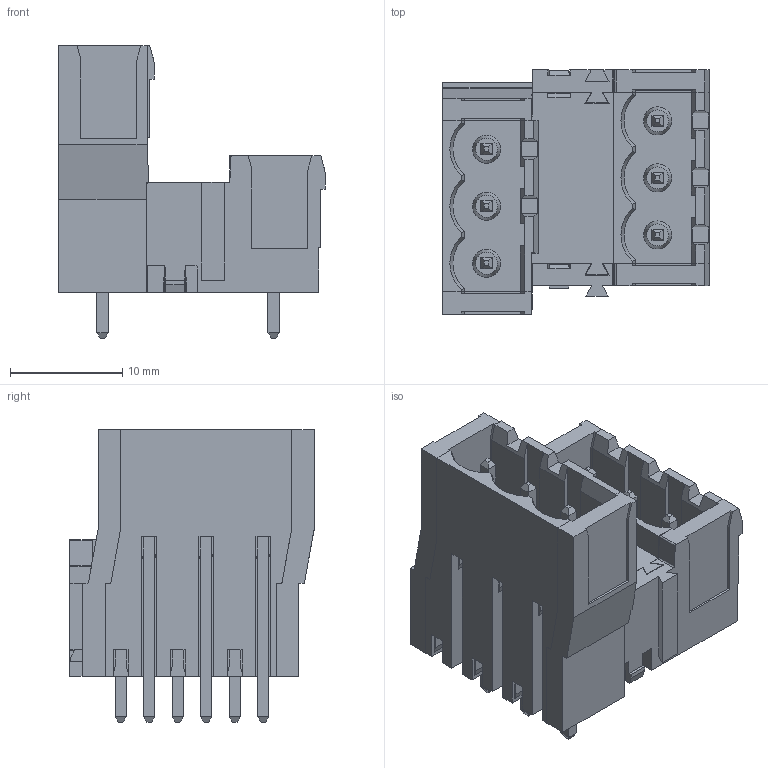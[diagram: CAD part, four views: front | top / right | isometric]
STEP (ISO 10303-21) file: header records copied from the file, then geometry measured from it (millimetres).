
FILE_DESCRIPTION(('STEP AP214'),'1');
FILE_NAME('PDSV03-5,08-V-P.stp','2017-12-12T16:40:16',(' '),(' '),'Spatial InterOp 3D',' ',' ');
FILE_SCHEMA(('automotive_design'));
Length unit declared in the file: metre
Products named in the file (3): 1; 2; 3
Bounding box: 23.74 x 21.78 x 26.1 mm (x, y, z)
Volume: 4654.8 mm3; surface area: 5568.8 mm2
Topology: 3 solids, 3 shells, 508 faces, 1382 edges, 898 vertices
Faces by surface type: plane 478, cylinder 16, cone 12, extrusion 2
Entity records: 19722 total; most frequent: CARTESIAN_POINT 2863, ORIENTED_EDGE 2742, DIRECTION 2421, EDGE_CURVE 1371, VECTOR 1307, LINE 1305, VERTEX_POINT 893, AXIS2_PLACEMENT_3D 557
